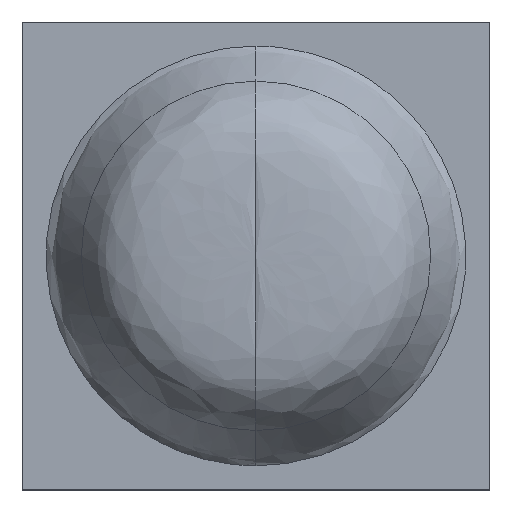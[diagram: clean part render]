
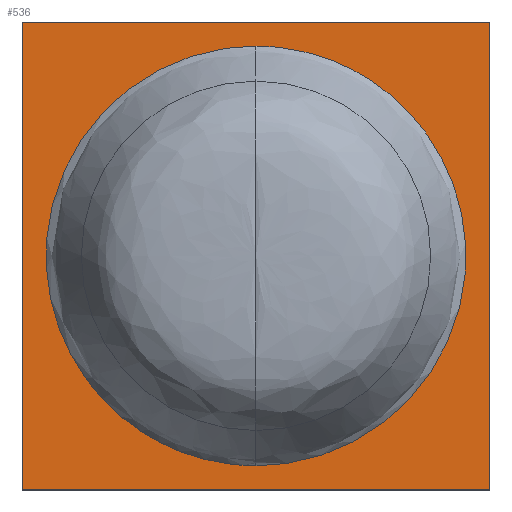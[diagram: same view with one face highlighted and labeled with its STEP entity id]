
A CAD part, top view. The second image highlights one B-rep face of the part: STEP entity #536.
In plain terms, the highlighted planar face has unit normal (0, 0, 1).
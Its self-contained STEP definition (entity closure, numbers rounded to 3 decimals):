
#10 =( BOUNDED_CURVE ( )  B_SPLINE_CURVE ( 3, ( #411, #410, #453, #412 ),
 .UNSPECIFIED., .F., .F. ) 
 B_SPLINE_CURVE_WITH_KNOTS ( ( 4, 4 ),
 ( 0., 0.5 ),
 .UNSPECIFIED. ) 
 CURVE ( )  GEOMETRIC_REPRESENTATION_ITEM ( )  RATIONAL_B_SPLINE_CURVE ( ( 1., 0.333, 0.333, 1. ) ) 
 REPRESENTATION_ITEM ( '' )  );
#13 =( BOUNDED_CURVE ( )  B_SPLINE_CURVE ( 3, ( #47, #46, #51, #45 ),
 .UNSPECIFIED., .F., .F. ) 
 B_SPLINE_CURVE_WITH_KNOTS ( ( 4, 4 ),
 ( 0.5, 1. ),
 .UNSPECIFIED. ) 
 CURVE ( )  GEOMETRIC_REPRESENTATION_ITEM ( )  RATIONAL_B_SPLINE_CURVE ( ( 1., 0.333, 0.333, 1. ) ) 
 REPRESENTATION_ITEM ( '' )  );
#45 = CARTESIAN_POINT ( 'NONE',  ( 0., 1.682, 0.564 ) ) ;
#46 = CARTESIAN_POINT ( 'NONE',  ( 3.364, -1.682, 0.564 ) ) ;
#47 = CARTESIAN_POINT ( 'NONE',  ( 0., -1.682, 0.564 ) ) ;
#51 = CARTESIAN_POINT ( 'NONE',  ( 3.364, 1.682, 0.564 ) ) ;
#136 = DIRECTION ( 'NONE',  ( 0., 0., -1. ) ) ;
#141 = DIRECTION ( 'NONE',  ( -1., 0., 0. ) ) ;
#143 = PLANE ( 'NONE',  #498 ) ;
#144 = CARTESIAN_POINT ( 'NONE',  ( 1.875, -1.875, 0.564 ) ) ;
#182 = CARTESIAN_POINT ( 'NONE',  ( 0., 1.682, 0.564 ) ) ;
#188 = CARTESIAN_POINT ( 'NONE',  ( -1.875, -1.875, 0.564 ) ) ;
#200 = CARTESIAN_POINT ( 'NONE',  ( 1.875, -1.875, 0.564 ) ) ;
#202 = CARTESIAN_POINT ( 'NONE',  ( 1.875, 1.875, 0.564 ) ) ;
#214 = CARTESIAN_POINT ( 'NONE',  ( 0., -1.682, 0.564 ) ) ;
#215 = CARTESIAN_POINT ( 'NONE',  ( -1.875, 1.875, 0.564 ) ) ;
#269 = EDGE_CURVE ( 'NONE', #392, #387, #10, .T. ) ;
#272 = EDGE_CURVE ( 'NONE', #399, #388, #424, .T. ) ;
#274 = EDGE_CURVE ( 'NONE', #374, #399, #435, .T. ) ;
#281 = EDGE_CURVE ( 'NONE', #378, #374, #429, .T. ) ;
#282 = EDGE_CURVE ( 'NONE', #388, #378, #432, .T. ) ;
#285 = EDGE_CURVE ( 'NONE', #387, #392, #13, .T. ) ;
#319 = ORIENTED_EDGE ( 'NONE', *, *, #272, .F. ) ;
#320 = ORIENTED_EDGE ( 'NONE', *, *, #274, .F. ) ;
#321 = ORIENTED_EDGE ( 'NONE', *, *, #281, .F. ) ;
#324 = ORIENTED_EDGE ( 'NONE', *, *, #282, .F. ) ;
#325 = ORIENTED_EDGE ( 'NONE', *, *, #285, .F. ) ;
#326 = ORIENTED_EDGE ( 'NONE', *, *, #269, .F. ) ;
#327 = DIRECTION ( 'NONE',  ( 1., 0., 0. ) ) ;
#360 = EDGE_LOOP ( 'NONE', ( #326, #325 ) ) ;
#374 = VERTEX_POINT ( 'NONE', #200 ) ;
#375 = EDGE_LOOP ( 'NONE', ( #321, #324, #319, #320 ) ) ;
#378 = VERTEX_POINT ( 'NONE', #202 ) ;
#387 = VERTEX_POINT ( 'NONE', #214 ) ;
#388 = VERTEX_POINT ( 'NONE', #215 ) ;
#392 = VERTEX_POINT ( 'NONE', #182 ) ;
#399 = VERTEX_POINT ( 'NONE', #188 ) ;
#410 = CARTESIAN_POINT ( 'NONE',  ( -3.364, 1.682, 0.564 ) ) ;
#411 = CARTESIAN_POINT ( 'NONE',  ( 0., 1.682, 0.564 ) ) ;
#412 = CARTESIAN_POINT ( 'NONE',  ( 0., -1.682, 0.564 ) ) ;
#416 = CARTESIAN_POINT ( 'NONE',  ( -1.875, -1.875, 0.564 ) ) ;
#421 = CARTESIAN_POINT ( 'NONE',  ( -1.875, 1.875, 0.564 ) ) ;
#424 = LINE ( 'NONE', #421, #476 ) ;
#429 = LINE ( 'NONE', #430, #463 ) ;
#430 = CARTESIAN_POINT ( 'NONE',  ( 1.875, 1.875, 0.564 ) ) ;
#431 = DIRECTION ( 'NONE',  ( 0., -1., 0. ) ) ;
#432 = LINE ( 'NONE', #434, #462 ) ;
#434 = CARTESIAN_POINT ( 'NONE',  ( -1.875, 1.875, 0.564 ) ) ;
#435 = LINE ( 'NONE', #416, #473 ) ;
#436 = DIRECTION ( 'NONE',  ( 0., 1., 0. ) ) ;
#452 = DIRECTION ( 'NONE',  ( -1., 0., 0. ) ) ;
#453 = CARTESIAN_POINT ( 'NONE',  ( -3.364, -1.682, 0.564 ) ) ;
#462 = VECTOR ( 'NONE', #327, 1000. ) ;
#463 = VECTOR ( 'NONE', #431, 1000. ) ;
#473 = VECTOR ( 'NONE', #452, 1000. ) ;
#476 = VECTOR ( 'NONE', #436, 1000. ) ;
#498 = AXIS2_PLACEMENT_3D ( 'NONE', #144, #136, #141 ) ;
#502 = FACE_OUTER_BOUND ( 'NONE', #375, .T. ) ;
#505 = FACE_BOUND ( 'NONE', #360, .T. ) ;
#536 = ADVANCED_FACE ( 'NONE', ( #505, #502 ), #143, .F. ) ;
